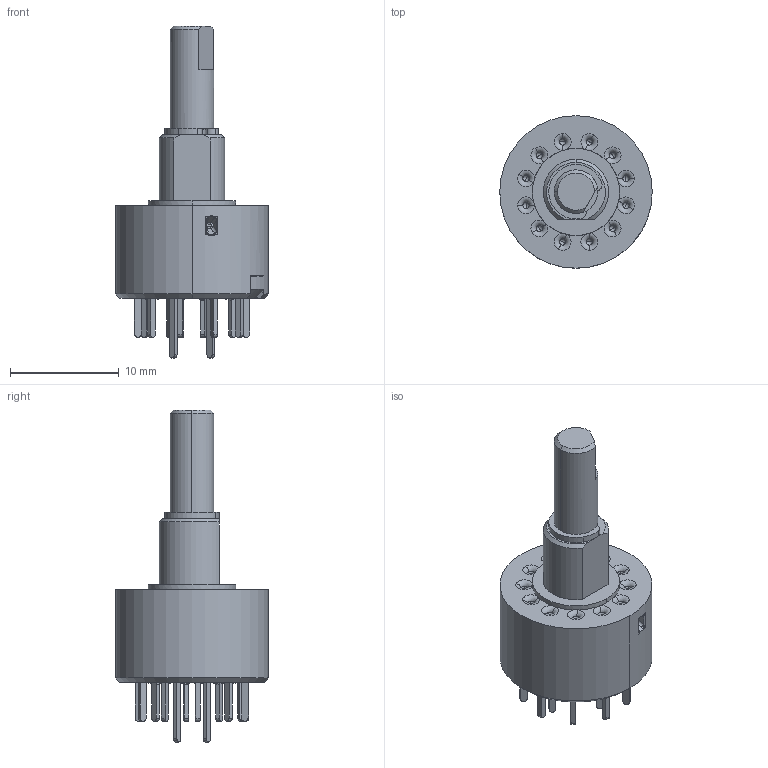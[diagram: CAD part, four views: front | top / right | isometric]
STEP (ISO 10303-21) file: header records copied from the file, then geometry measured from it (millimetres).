
FILE_DESCRIPTION (( 'STEP AP214' ), '1' );
FILE_NAME ('4 擤.STEP', '2024-10-18T06:27:48', ( '' ), ( '' ), 'SwSTEP 2.0', 'SolidWorks 2018', '' );
FILE_SCHEMA (( 'AUTOMOTIVE_DESIGN' ));
Length unit declared in the file: millimetre
Products named in the file (1): 4 擤
Bounding box: 14 x 14 x 30.48 mm (x, y, z)
Surface area: 1354.6 mm2 (no closed solid volume)
Topology: 0 solids, 18 shells, 304 faces, 1028 edges, 713 vertices
Faces by surface type: plane 125, cylinder 84, torus 38, sphere 24, cone 19, bspline 14
Entity records: 15220 total; most frequent: CARTESIAN_POINT 3079, DIRECTION 1891, ORIENTED_EDGE 1711, EDGE_CURVE 1024, VERTEX_POINT 713, AXIS2_PLACEMENT_3D 692, VECTOR 507, LINE 507
